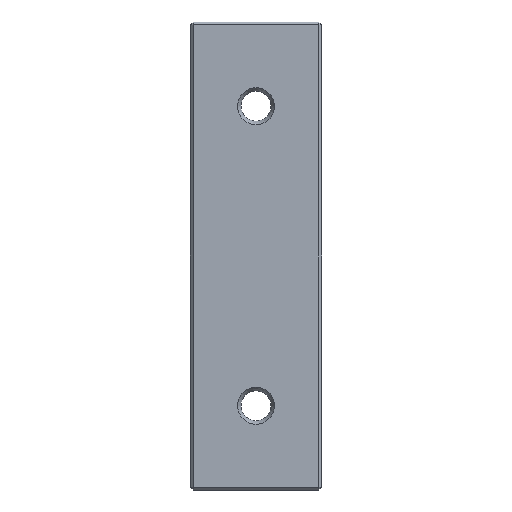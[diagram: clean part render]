
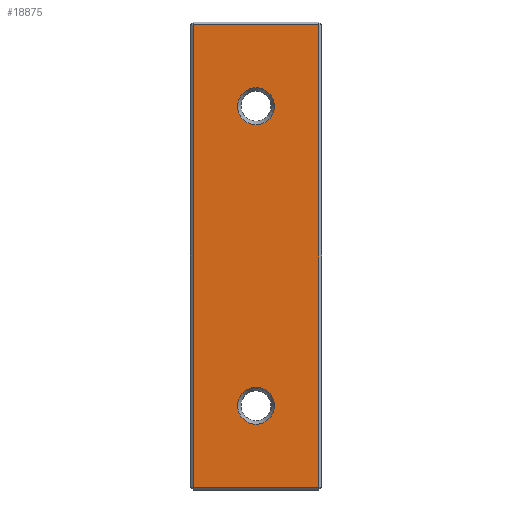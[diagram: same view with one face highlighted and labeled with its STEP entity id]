
A CAD part, front view. The second image highlights one B-rep face of the part: STEP entity #18875.
In plain terms, the highlighted planar face has unit normal (0, -1, 0).
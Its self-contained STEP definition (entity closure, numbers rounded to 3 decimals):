
#4485 = PLANE('',#4486);
#4486 = AXIS2_PLACEMENT_3D('',#4487,#4488,#4489);
#4487 = CARTESIAN_POINT('',(-3.5,0.075,0.075));
#4488 = DIRECTION('',(0.,0.707,0.707));
#4489 = DIRECTION('',(1.,0.,0.));
#4850 = PLANE('',#4851);
#4851 = AXIS2_PLACEMENT_3D('',#4852,#4853,#4854);
#4852 = CARTESIAN_POINT('',(-3.5,0.075,24.925));
#4853 = DIRECTION('',(0.,-0.707,0.707));
#4854 = DIRECTION('',(1.,0.,0.));
#5129 = VERTEX_POINT('',#5130);
#5130 = CARTESIAN_POINT('',(-3.35,0.,0.15));
#5151 = EDGE_CURVE('',#5129,#5152,#5154,.T.);
#5152 = VERTEX_POINT('',#5153);
#5153 = CARTESIAN_POINT('',(3.35,0.,0.15));
#5154 = SURFACE_CURVE('',#5155,(#5159,#5166),.PCURVE_S1.);
#5155 = LINE('',#5156,#5157);
#5156 = CARTESIAN_POINT('',(-3.5,0.,0.15));
#5157 = VECTOR('',#5158,1.);
#5158 = DIRECTION('',(1.,0.,0.));
#5159 = PCURVE('',#4485,#5160);
#5160 = DEFINITIONAL_REPRESENTATION('',(#5161),#5165);
#5161 = LINE('',#5162,#5163);
#5162 = CARTESIAN_POINT('',(0.,-0.106));
#5163 = VECTOR('',#5164,1.);
#5164 = DIRECTION('',(1.,0.));
#5165 = ( GEOMETRIC_REPRESENTATION_CONTEXT(2) 
PARAMETRIC_REPRESENTATION_CONTEXT() REPRESENTATION_CONTEXT('2D SPACE',''
  ) );
#5166 = PCURVE('',#5167,#5172);
#5167 = PLANE('',#5168);
#5168 = AXIS2_PLACEMENT_3D('',#5169,#5170,#5171);
#5169 = CARTESIAN_POINT('',(-3.5,0.,0.));
#5170 = DIRECTION('',(0.,1.,0.));
#5171 = DIRECTION('',(1.,0.,0.));
#5172 = DEFINITIONAL_REPRESENTATION('',(#5173),#5177);
#5173 = LINE('',#5174,#5175);
#5174 = CARTESIAN_POINT('',(0.,-0.15));
#5175 = VECTOR('',#5176,1.);
#5176 = DIRECTION('',(1.,0.));
#5177 = ( GEOMETRIC_REPRESENTATION_CONTEXT(2) 
PARAMETRIC_REPRESENTATION_CONTEXT() REPRESENTATION_CONTEXT('2D SPACE',''
  ) );
#5723 = VERTEX_POINT('',#5724);
#5724 = CARTESIAN_POINT('',(-3.35,0.,24.85));
#5745 = EDGE_CURVE('',#5723,#5746,#5748,.T.);
#5746 = VERTEX_POINT('',#5747);
#5747 = CARTESIAN_POINT('',(3.35,0.,24.85));
#5748 = SURFACE_CURVE('',#5749,(#5753,#5760),.PCURVE_S1.);
#5749 = LINE('',#5750,#5751);
#5750 = CARTESIAN_POINT('',(-3.5,0.,24.85));
#5751 = VECTOR('',#5752,1.);
#5752 = DIRECTION('',(1.,0.,0.));
#5753 = PCURVE('',#4850,#5754);
#5754 = DEFINITIONAL_REPRESENTATION('',(#5755),#5759);
#5755 = LINE('',#5756,#5757);
#5756 = CARTESIAN_POINT('',(0.,-0.106));
#5757 = VECTOR('',#5758,1.);
#5758 = DIRECTION('',(1.,0.));
#5759 = ( GEOMETRIC_REPRESENTATION_CONTEXT(2) 
PARAMETRIC_REPRESENTATION_CONTEXT() REPRESENTATION_CONTEXT('2D SPACE',''
  ) );
#5760 = PCURVE('',#5167,#5761);
#5761 = DEFINITIONAL_REPRESENTATION('',(#5762),#5766);
#5762 = LINE('',#5763,#5764);
#5763 = CARTESIAN_POINT('',(0.,-24.85));
#5764 = VECTOR('',#5765,1.);
#5765 = DIRECTION('',(1.,0.));
#5766 = ( GEOMETRIC_REPRESENTATION_CONTEXT(2) 
PARAMETRIC_REPRESENTATION_CONTEXT() REPRESENTATION_CONTEXT('2D SPACE',''
  ) );
#5939 = PLANE('',#5940);
#5940 = AXIS2_PLACEMENT_3D('',#5941,#5942,#5943);
#5941 = CARTESIAN_POINT('',(-3.425,0.075,0.));
#5942 = DIRECTION('',(0.707,0.707,0.
    ));
#5943 = DIRECTION('',(0.,0.,1.));
#18875 = ADVANCED_FACE('',(#18876,#18927,#18958),#5167,.F.);
#18876 = FACE_BOUND('',#18877,.F.);
#18877 = EDGE_LOOP('',(#18878,#18899,#18900,#18926));
#18878 = ORIENTED_EDGE('',*,*,#18879,.T.);
#18879 = EDGE_CURVE('',#5129,#5723,#18880,.T.);
#18880 = SURFACE_CURVE('',#18881,(#18885,#18892),.PCURVE_S1.);
#18881 = LINE('',#18882,#18883);
#18882 = CARTESIAN_POINT('',(-3.35,0.,0.));
#18883 = VECTOR('',#18884,1.);
#18884 = DIRECTION('',(0.,0.,1.));
#18885 = PCURVE('',#5167,#18886);
#18886 = DEFINITIONAL_REPRESENTATION('',(#18887),#18891);
#18887 = LINE('',#18888,#18889);
#18888 = CARTESIAN_POINT('',(0.15,0.));
#18889 = VECTOR('',#18890,1.);
#18890 = DIRECTION('',(0.,-1.));
#18891 = ( GEOMETRIC_REPRESENTATION_CONTEXT(2) 
PARAMETRIC_REPRESENTATION_CONTEXT() REPRESENTATION_CONTEXT('2D SPACE',''
  ) );
#18892 = PCURVE('',#5939,#18893);
#18893 = DEFINITIONAL_REPRESENTATION('',(#18894),#18898);
#18894 = LINE('',#18895,#18896);
#18895 = CARTESIAN_POINT('',(0.,0.106));
#18896 = VECTOR('',#18897,1.);
#18897 = DIRECTION('',(1.,0.));
#18898 = ( GEOMETRIC_REPRESENTATION_CONTEXT(2) 
PARAMETRIC_REPRESENTATION_CONTEXT() REPRESENTATION_CONTEXT('2D SPACE',''
  ) );
#18899 = ORIENTED_EDGE('',*,*,#5745,.T.);
#18900 = ORIENTED_EDGE('',*,*,#18901,.F.);
#18901 = EDGE_CURVE('',#5152,#5746,#18902,.T.);
#18902 = SURFACE_CURVE('',#18903,(#18907,#18914),.PCURVE_S1.);
#18903 = LINE('',#18904,#18905);
#18904 = CARTESIAN_POINT('',(3.35,0.,0.));
#18905 = VECTOR('',#18906,1.);
#18906 = DIRECTION('',(0.,0.,1.));
#18907 = PCURVE('',#5167,#18908);
#18908 = DEFINITIONAL_REPRESENTATION('',(#18909),#18913);
#18909 = LINE('',#18910,#18911);
#18910 = CARTESIAN_POINT('',(6.85,0.));
#18911 = VECTOR('',#18912,1.);
#18912 = DIRECTION('',(0.,-1.));
#18913 = ( GEOMETRIC_REPRESENTATION_CONTEXT(2) 
PARAMETRIC_REPRESENTATION_CONTEXT() REPRESENTATION_CONTEXT('2D SPACE',''
  ) );
#18914 = PCURVE('',#18915,#18920);
#18915 = PLANE('',#18916);
#18916 = AXIS2_PLACEMENT_3D('',#18917,#18918,#18919);
#18917 = CARTESIAN_POINT('',(3.425,0.075,0.));
#18918 = DIRECTION('',(0.707,-0.707,
    0.));
#18919 = DIRECTION('',(0.,0.,-1.));
#18920 = DEFINITIONAL_REPRESENTATION('',(#18921),#18925);
#18921 = LINE('',#18922,#18923);
#18922 = CARTESIAN_POINT('',(0.,-0.106));
#18923 = VECTOR('',#18924,1.);
#18924 = DIRECTION('',(-1.,0.));
#18925 = ( GEOMETRIC_REPRESENTATION_CONTEXT(2) 
PARAMETRIC_REPRESENTATION_CONTEXT() REPRESENTATION_CONTEXT('2D SPACE',''
  ) );
#18926 = ORIENTED_EDGE('',*,*,#5151,.F.);
#18927 = FACE_BOUND('',#18928,.F.);
#18928 = EDGE_LOOP('',(#18929));
#18929 = ORIENTED_EDGE('',*,*,#18930,.F.);
#18930 = EDGE_CURVE('',#18931,#18931,#18933,.T.);
#18931 = VERTEX_POINT('',#18932);
#18932 = CARTESIAN_POINT('',(-0.985,0.,4.5));
#18933 = SURFACE_CURVE('',#18934,(#18939,#18946),.PCURVE_S1.);
#18934 = CIRCLE('',#18935,0.985);
#18935 = AXIS2_PLACEMENT_3D('',#18936,#18937,#18938);
#18936 = CARTESIAN_POINT('',(0.,0.,4.5));
#18937 = DIRECTION('',(0.,1.,0.));
#18938 = DIRECTION('',(-1.,0.,0.));
#18939 = PCURVE('',#5167,#18940);
#18940 = DEFINITIONAL_REPRESENTATION('',(#18941),#18945);
#18941 = CIRCLE('',#18942,0.985);
#18942 = AXIS2_PLACEMENT_2D('',#18943,#18944);
#18943 = CARTESIAN_POINT('',(3.5,-4.5));
#18944 = DIRECTION('',(-1.,0.));
#18945 = ( GEOMETRIC_REPRESENTATION_CONTEXT(2) 
PARAMETRIC_REPRESENTATION_CONTEXT() REPRESENTATION_CONTEXT('2D SPACE',''
  ) );
#18946 = PCURVE('',#18947,#18952);
#18947 = CONICAL_SURFACE('',#18948,0.985,0.524);
#18948 = AXIS2_PLACEMENT_3D('',#18949,#18950,#18951);
#18949 = CARTESIAN_POINT('',(0.,0.,4.5));
#18950 = DIRECTION('',(0.,-1.,0.));
#18951 = DIRECTION('',(-1.,0.,0.));
#18952 = DEFINITIONAL_REPRESENTATION('',(#18953),#18957);
#18953 = LINE('',#18954,#18955);
#18954 = CARTESIAN_POINT('',(0.,0.));
#18955 = VECTOR('',#18956,1.);
#18956 = DIRECTION('',(-1.,0.));
#18957 = ( GEOMETRIC_REPRESENTATION_CONTEXT(2) 
PARAMETRIC_REPRESENTATION_CONTEXT() REPRESENTATION_CONTEXT('2D SPACE',''
  ) );
#18958 = FACE_BOUND('',#18959,.F.);
#18959 = EDGE_LOOP('',(#18960));
#18960 = ORIENTED_EDGE('',*,*,#18961,.F.);
#18961 = EDGE_CURVE('',#18962,#18962,#18964,.T.);
#18962 = VERTEX_POINT('',#18963);
#18963 = CARTESIAN_POINT('',(-0.985,0.,20.5));
#18964 = SURFACE_CURVE('',#18965,(#18970,#18977),.PCURVE_S1.);
#18965 = CIRCLE('',#18966,0.985);
#18966 = AXIS2_PLACEMENT_3D('',#18967,#18968,#18969);
#18967 = CARTESIAN_POINT('',(0.,0.,20.5));
#18968 = DIRECTION('',(0.,1.,0.));
#18969 = DIRECTION('',(-1.,0.,0.));
#18970 = PCURVE('',#5167,#18971);
#18971 = DEFINITIONAL_REPRESENTATION('',(#18972),#18976);
#18972 = CIRCLE('',#18973,0.985);
#18973 = AXIS2_PLACEMENT_2D('',#18974,#18975);
#18974 = CARTESIAN_POINT('',(3.5,-20.5));
#18975 = DIRECTION('',(-1.,0.));
#18976 = ( GEOMETRIC_REPRESENTATION_CONTEXT(2) 
PARAMETRIC_REPRESENTATION_CONTEXT() REPRESENTATION_CONTEXT('2D SPACE',''
  ) );
#18977 = PCURVE('',#18978,#18983);
#18978 = CONICAL_SURFACE('',#18979,0.985,0.524);
#18979 = AXIS2_PLACEMENT_3D('',#18980,#18981,#18982);
#18980 = CARTESIAN_POINT('',(0.,0.,20.5));
#18981 = DIRECTION('',(0.,-1.,0.));
#18982 = DIRECTION('',(-1.,0.,0.));
#18983 = DEFINITIONAL_REPRESENTATION('',(#18984),#18988);
#18984 = LINE('',#18985,#18986);
#18985 = CARTESIAN_POINT('',(0.,0.));
#18986 = VECTOR('',#18987,1.);
#18987 = DIRECTION('',(-1.,0.));
#18988 = ( GEOMETRIC_REPRESENTATION_CONTEXT(2) 
PARAMETRIC_REPRESENTATION_CONTEXT() REPRESENTATION_CONTEXT('2D SPACE',''
  ) );
